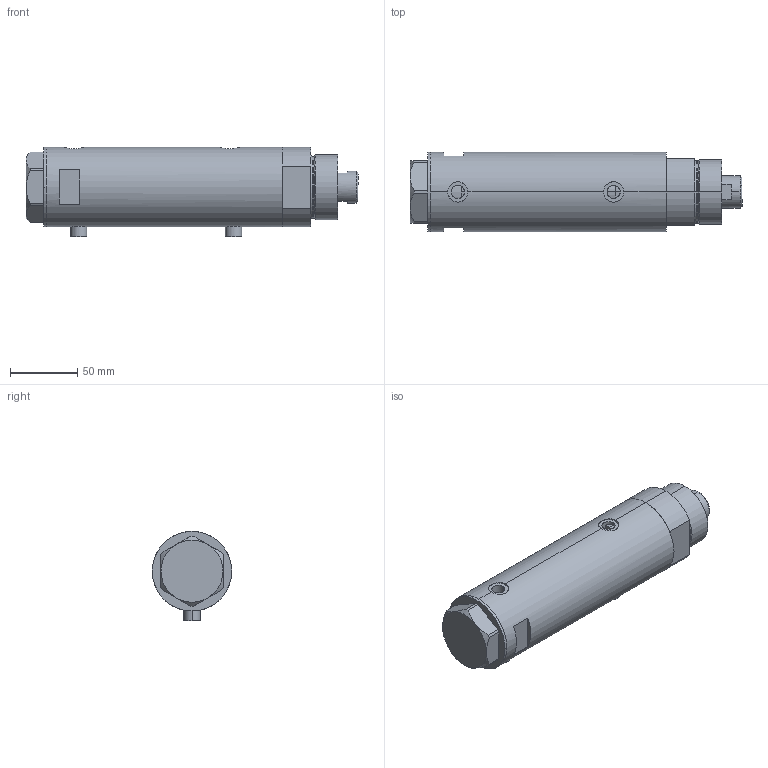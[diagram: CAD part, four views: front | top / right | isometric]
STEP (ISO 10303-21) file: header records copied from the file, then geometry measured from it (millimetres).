
FILE_DESCRIPTION (( 'STEP AP203' ), '1' );
FILE_NAME ('9f99.STEP', '2025-01-12T13:25:26', ( '' ), ( '' ), 'SwSTEP 2.0', 'SolidWorks 2019', '' );
FILE_SCHEMA (( 'CONFIG_CONTROL_DESIGN' ));
Length unit declared in the file: millimetre
Products named in the file (5): 9f99; V270CG_FRONT 51468702b3fcf89e642c3eb5016171ce; V270CG_VC 51468702b3fcf89e642c3eb5016171ce; V270CG_MIDDLE 51468702b3fcf89e642c3eb5016171ce; V270CG_BACK 51468702b3fcf89e642c3eb5016171ce
Assembly tree (4 placements, depth 2):
  9f99
    V270CG_MIDDLE 51468702b3fcf89e642c3eb5016171ce
    V270CG_BACK 51468702b3fcf89e642c3eb5016171ce
    V270CG_FRONT 51468702b3fcf89e642c3eb5016171ce
    V270CG_VC 51468702b3fcf89e642c3eb5016171ce
Bounding box: 246.2 x 59 x 66.1 mm (x, y, z)
Volume: 576767.6 mm3; surface area: 114552 mm2
Topology: 4 solids, 4 shells, 120 faces, 273 edges, 167 vertices
Faces by surface type: plane 51, cylinder 49, cone 16, torus 4
Entity records: 4449 total; most frequent: CARTESIAN_POINT 1196, DIRECTION 611, ORIENTED_EDGE 542, EDGE_CURVE 271, AXIS2_PLACEMENT_3D 247, VERTEX_POINT 167, EDGE_LOOP 136, FACE_OUTER_BOUND 120
